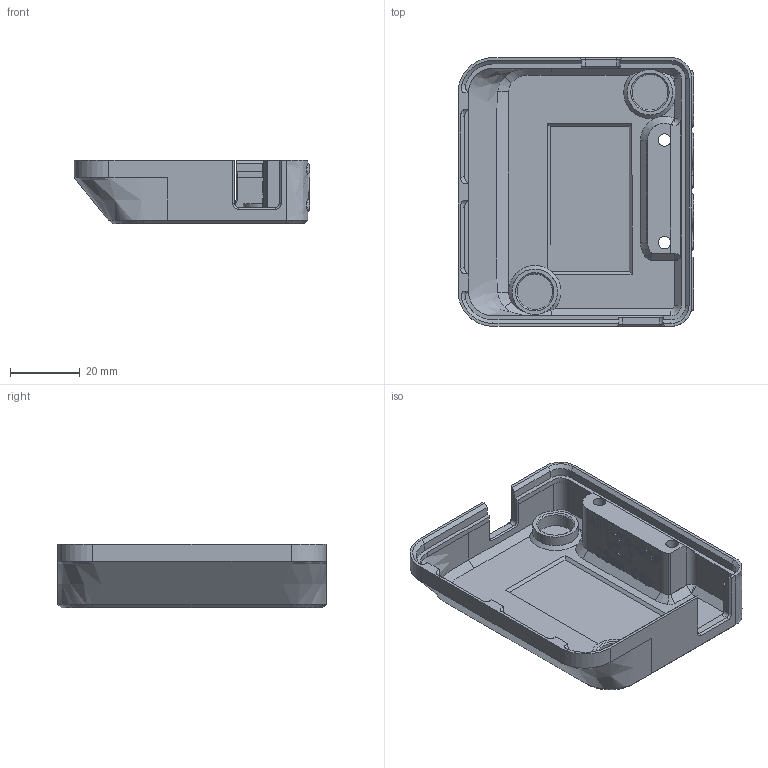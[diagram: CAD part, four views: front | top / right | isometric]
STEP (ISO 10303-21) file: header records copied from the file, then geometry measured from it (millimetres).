
FILE_DESCRIPTION(/* description */ ('','CAx-IF Rec.Pracs.---Representation and Presentation of Product Manufacturing Information (PMI)---4.0---2014-10-13'),/* implementation_level */ '2;1');
FILE_NAME(/* name */ 'OSSM Mods_AIO PCB Backpack_Cap (Default)_step.stp',/* time_stamp */ '2025-03-07T22:55:55-05:00',/* author */ (''),/* organization */ (''),/* preprocessor_version */ 'ST-DEVELOPER v20',/* originating_system */ 'Autodesk Translation Framework v13.20.0.188',/* authorisation */ '');
FILE_SCHEMA (('PROCESS_PLANNING_SCHEMA','AP242_MANAGED_MODEL_BASED_3D_ENGINEERING_MIM_LF { 1 0 10303 442 1 1 4 }'));
Length unit declared in the file: millimetre
Products named in the file (1): Cap (Default)
Bounding box: 67.6 x 77 x 18.32 mm (x, y, z)
Volume: 24305 mm3; surface area: 18805.9 mm2
Topology: 1 solids, 1 shells, 460 faces, 1190 edges, 761 vertices
Faces by surface type: plane 246, bspline 132, cylinder 51, cone 31
Full cylindrical faces by diameter (mm): 3.6 x2, 6 x2, 10.2 x2, 13 x2
Entity records: 19535 total; most frequent: CARTESIAN_POINT 9247, ORIENTED_EDGE 2376, DIRECTION 1643, EDGE_CURVE 1188, VERTEX_POINT 761, LINE 731, VECTOR 731, EDGE_LOOP 495
